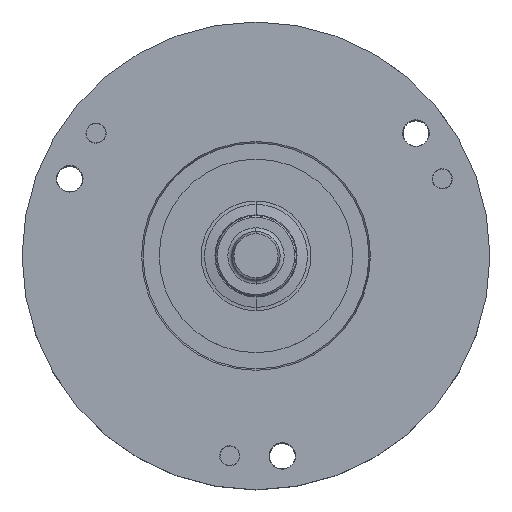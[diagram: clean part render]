
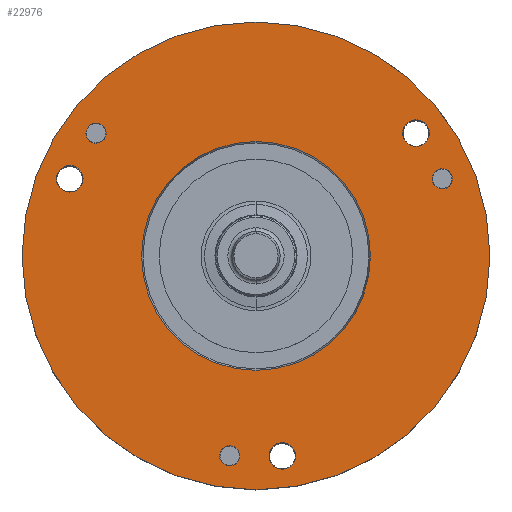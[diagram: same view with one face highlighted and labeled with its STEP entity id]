
A CAD part, top view. The second image highlights one B-rep face of the part: STEP entity #22976.
In plain terms, the highlighted planar face has unit normal (0, 0, 1).
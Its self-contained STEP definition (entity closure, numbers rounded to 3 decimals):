
#4062=CARTESIAN_POINT('',(0.,0.,25.));
#4063=DIRECTION('',(0.,0.,1.));
#4064=DIRECTION('',(1.,0.,0.));
#4065=AXIS2_PLACEMENT_3D('',#4062,#4063,#4064);
#4067=CARTESIAN_POINT('',(0.,0.,25.));
#4068=DIRECTION('',(0.,0.,1.));
#4069=DIRECTION('',(-1.,0.,0.));
#4070=AXIS2_PLACEMENT_3D('',#4067,#4068,#4069);
#4072=CARTESIAN_POINT('',(-19.834,15.219,25.));
#4073=DIRECTION('',(0.,0.,-1.));
#4074=DIRECTION('',(-0.793,0.609,0.));
#4075=AXIS2_PLACEMENT_3D('',#4072,#4073,#4074);
#4077=CARTESIAN_POINT('',(-19.834,15.219,25.));
#4078=DIRECTION('',(0.,0.,-1.));
#4079=DIRECTION('',(0.793,-0.609,0.));
#4080=AXIS2_PLACEMENT_3D('',#4077,#4078,#4079);
#4082=CARTESIAN_POINT('',(-3.263,-24.786,25.));
#4083=DIRECTION('',(0.,0.,-1.));
#4084=DIRECTION('',(-0.131,-0.991,0.));
#4085=AXIS2_PLACEMENT_3D('',#4082,#4083,#4084);
#4087=CARTESIAN_POINT('',(-3.263,-24.786,25.));
#4088=DIRECTION('',(0.,0.,-1.));
#4089=DIRECTION('',(0.131,0.991,0.));
#4090=AXIS2_PLACEMENT_3D('',#4087,#4088,#4089);
#4092=CARTESIAN_POINT('',(23.097,9.567,25.));
#4093=DIRECTION('',(0.,0.,-1.));
#4094=DIRECTION('',(0.924,0.383,0.));
#4095=AXIS2_PLACEMENT_3D('',#4092,#4093,#4094);
#4097=CARTESIAN_POINT('',(23.097,9.567,25.));
#4098=DIRECTION('',(0.,0.,-1.));
#4099=DIRECTION('',(-0.924,-0.383,0.));
#4100=AXIS2_PLACEMENT_3D('',#4097,#4098,#4099);
#4102=CARTESIAN_POINT('',(3.263,-24.786,25.));
#4103=DIRECTION('',(0.,0.,1.));
#4104=DIRECTION('',(0.,-1.,0.));
#4105=AXIS2_PLACEMENT_3D('',#4102,#4103,#4104);
#4107=CARTESIAN_POINT('',(3.263,-24.786,25.));
#4108=DIRECTION('',(0.,0.,1.));
#4109=DIRECTION('',(0.,1.,0.));
#4110=AXIS2_PLACEMENT_3D('',#4107,#4108,#4109);
#4112=CARTESIAN_POINT('',(19.834,15.219,25.));
#4113=DIRECTION('',(0.,0.,1.));
#4114=DIRECTION('',(0.,-1.,0.));
#4115=AXIS2_PLACEMENT_3D('',#4112,#4113,#4114);
#4117=CARTESIAN_POINT('',(19.834,15.219,25.));
#4118=DIRECTION('',(0.,0.,1.));
#4119=DIRECTION('',(0.,1.,0.));
#4120=AXIS2_PLACEMENT_3D('',#4117,#4118,#4119);
#4122=CARTESIAN_POINT('',(-23.097,9.567,25.));
#4123=DIRECTION('',(0.,0.,1.));
#4124=DIRECTION('',(0.,-1.,0.));
#4125=AXIS2_PLACEMENT_3D('',#4122,#4123,#4124);
#4127=CARTESIAN_POINT('',(-23.097,9.567,25.));
#4128=DIRECTION('',(0.,0.,1.));
#4129=DIRECTION('',(0.,1.,0.));
#4130=AXIS2_PLACEMENT_3D('',#4127,#4128,#4129);
#4141=CARTESIAN_POINT('',(0.,0.,25.));
#4142=DIRECTION('',(0.,0.,-1.));
#4143=DIRECTION('',(-1.,0.,0.));
#4144=AXIS2_PLACEMENT_3D('',#4141,#4142,#4143);
#4170=CARTESIAN_POINT('',(0.,0.,25.));
#4171=DIRECTION('',(0.,0.,-1.));
#4172=DIRECTION('',(1.,0.,0.));
#4173=AXIS2_PLACEMENT_3D('',#4170,#4171,#4172);
#18090=CARTESIAN_POINT('',(29.,0.,25.));
#18091=CARTESIAN_POINT('',(-29.,0.,25.));
#18092=VERTEX_POINT('',#18090);
#18093=VERTEX_POINT('',#18091);
#18170=CARTESIAN_POINT('',(-20.826,15.98,25.));
#18171=CARTESIAN_POINT('',(-18.842,14.458,25.));
#18172=VERTEX_POINT('',#18170);
#18173=VERTEX_POINT('',#18171);
#18174=CARTESIAN_POINT('',(-3.426,-26.025,25.));
#18175=CARTESIAN_POINT('',(-3.1,-23.547,25.));
#18176=VERTEX_POINT('',#18174);
#18177=VERTEX_POINT('',#18175);
#18178=CARTESIAN_POINT('',(24.252,10.045,25.));
#18179=CARTESIAN_POINT('',(21.942,9.089,25.));
#18180=VERTEX_POINT('',#18178);
#18181=VERTEX_POINT('',#18179);
#18280=CARTESIAN_POINT('',(14.188,0.,25.));
#18281=CARTESIAN_POINT('',(-14.188,0.,25.));
#18282=VERTEX_POINT('',#18280);
#18283=VERTEX_POINT('',#18281);
#18464=CARTESIAN_POINT('',(3.263,-26.436,25.));
#18465=CARTESIAN_POINT('',(3.263,-23.136,25.));
#18466=VERTEX_POINT('',#18464);
#18467=VERTEX_POINT('',#18465);
#18472=CARTESIAN_POINT('',(19.834,13.569,25.));
#18473=CARTESIAN_POINT('',(19.834,16.869,25.));
#18474=VERTEX_POINT('',#18472);
#18475=VERTEX_POINT('',#18473);
#18480=CARTESIAN_POINT('',(-23.097,7.917,25.));
#18481=CARTESIAN_POINT('',(-23.097,11.217,25.));
#18482=VERTEX_POINT('',#18480);
#18483=VERTEX_POINT('',#18481);
#22925=CARTESIAN_POINT('',(0.,0.,25.));
#22926=DIRECTION('',(0.,0.,1.));
#22927=DIRECTION('',(1.,0.,0.));
#22928=AXIS2_PLACEMENT_3D('',#22925,#22926,#22927);
#22929=PLANE('',#22928);
#22930=ORIENTED_EDGE('',*,*,#22905,.F.);
#22931=ORIENTED_EDGE('',*,*,#22919,.F.);
#22932=EDGE_LOOP('',(#22930,#22931));
#22933=FACE_OUTER_BOUND('',#22932,.F.);
#22935=ORIENTED_EDGE('',*,*,#22934,.F.);
#22937=ORIENTED_EDGE('',*,*,#22936,.F.);
#22938=EDGE_LOOP('',(#22935,#22937));
#22939=FACE_BOUND('',#22938,.F.);
#22941=ORIENTED_EDGE('',*,*,#22940,.F.);
#22943=ORIENTED_EDGE('',*,*,#22942,.F.);
#22944=EDGE_LOOP('',(#22941,#22943));
#22945=FACE_BOUND('',#22944,.F.);
#22947=ORIENTED_EDGE('',*,*,#22946,.F.);
#22949=ORIENTED_EDGE('',*,*,#22948,.F.);
#22950=EDGE_LOOP('',(#22947,#22949));
#22951=FACE_BOUND('',#22950,.F.);
#22953=ORIENTED_EDGE('',*,*,#22952,.F.);
#22955=ORIENTED_EDGE('',*,*,#22954,.F.);
#22956=EDGE_LOOP('',(#22953,#22955));
#22957=FACE_BOUND('',#22956,.F.);
#22959=ORIENTED_EDGE('',*,*,#22958,.T.);
#22961=ORIENTED_EDGE('',*,*,#22960,.T.);
#22962=EDGE_LOOP('',(#22959,#22961));
#22963=FACE_BOUND('',#22962,.F.);
#22965=ORIENTED_EDGE('',*,*,#22964,.T.);
#22967=ORIENTED_EDGE('',*,*,#22966,.T.);
#22968=EDGE_LOOP('',(#22965,#22967));
#22969=FACE_BOUND('',#22968,.F.);
#22971=ORIENTED_EDGE('',*,*,#22970,.T.);
#22973=ORIENTED_EDGE('',*,*,#22972,.T.);
#22974=EDGE_LOOP('',(#22971,#22973));
#22975=FACE_BOUND('',#22974,.F.);
#4066=CIRCLE('',#4065,29.);
#4071=CIRCLE('',#4070,29.);
#4076=CIRCLE('',#4075,1.25);
#4081=CIRCLE('',#4080,1.25);
#4086=CIRCLE('',#4085,1.25);
#4091=CIRCLE('',#4090,1.25);
#4096=CIRCLE('',#4095,1.25);
#4101=CIRCLE('',#4100,1.25);
#4106=CIRCLE('',#4105,1.65);
#4111=CIRCLE('',#4110,1.65);
#4116=CIRCLE('',#4115,1.65);
#4121=CIRCLE('',#4120,1.65);
#4126=CIRCLE('',#4125,1.65);
#4131=CIRCLE('',#4130,1.65);
#4145=CIRCLE('',#4144,14.188);
#4174=CIRCLE('',#4173,14.188);
#22905=EDGE_CURVE('',#18092,#18093,#4066,.T.);
#22919=EDGE_CURVE('',#18093,#18092,#4071,.T.);
#22934=EDGE_CURVE('',#18283,#18282,#4145,.T.);
#22936=EDGE_CURVE('',#18282,#18283,#4174,.T.);
#22940=EDGE_CURVE('',#18172,#18173,#4076,.T.);
#22942=EDGE_CURVE('',#18173,#18172,#4081,.T.);
#22946=EDGE_CURVE('',#18176,#18177,#4086,.T.);
#22948=EDGE_CURVE('',#18177,#18176,#4091,.T.);
#22952=EDGE_CURVE('',#18180,#18181,#4096,.T.);
#22954=EDGE_CURVE('',#18181,#18180,#4101,.T.);
#22958=EDGE_CURVE('',#18466,#18467,#4106,.T.);
#22960=EDGE_CURVE('',#18467,#18466,#4111,.T.);
#22964=EDGE_CURVE('',#18474,#18475,#4116,.T.);
#22966=EDGE_CURVE('',#18475,#18474,#4121,.T.);
#22970=EDGE_CURVE('',#18482,#18483,#4126,.T.);
#22972=EDGE_CURVE('',#18483,#18482,#4131,.T.);
#22976=ADVANCED_FACE('',(#22933,#22939,#22945,#22951,#22957,#22963,#22969,
#22975),#22929,.T.);
